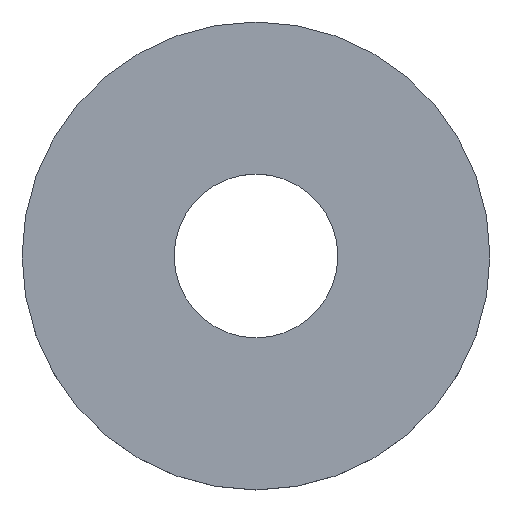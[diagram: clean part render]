
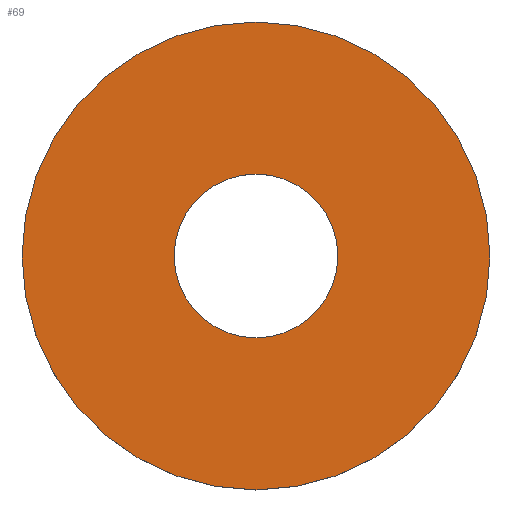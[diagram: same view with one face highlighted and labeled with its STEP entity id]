
A CAD part, top view. The second image highlights one B-rep face of the part: STEP entity #69.
In plain terms, the highlighted planar face has unit normal (0, 0, 1).
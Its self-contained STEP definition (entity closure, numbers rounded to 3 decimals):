
#8 = EDGE_CURVE ( 'NONE', #148, #148, #37, .T. ) ;
#11 = CARTESIAN_POINT ( 'NONE',  ( 0., 0., 2.5 ) ) ;
#27 = PLANE ( 'NONE',  #138 ) ;
#37 = CIRCLE ( 'NONE', #158, 15. ) ;
#60 = FACE_BOUND ( 'NONE', #163, .T. ) ;
#65 = DIRECTION ( 'NONE',  ( 0., 0., 1. ) ) ;
#69 = ADVANCED_FACE ( 'NONE', ( #167, #60 ), #27, .T. ) ;
#70 = CARTESIAN_POINT ( 'NONE',  ( 0., 0., 2.5 ) ) ;
#82 = ORIENTED_EDGE ( 'NONE', *, *, #161, .F. ) ;
#88 = CARTESIAN_POINT ( 'NONE',  ( 5.25, 0., 2.5 ) ) ;
#94 = CARTESIAN_POINT ( 'NONE',  ( 15., 0., 2.5 ) ) ;
#97 = DIRECTION ( 'NONE',  ( 1., 0., 0. ) ) ;
#101 = DIRECTION ( 'NONE',  ( 1., 0., 0. ) ) ;
#102 = DIRECTION ( 'NONE',  ( 0., 0., 1. ) ) ;
#108 = EDGE_LOOP ( 'NONE', ( #143 ) ) ;
#109 = DIRECTION ( 'NONE',  ( 0., 0., 1. ) ) ;
#113 = CARTESIAN_POINT ( 'NONE',  ( 0., 0., 2.5 ) ) ;
#120 = CIRCLE ( 'NONE', #140, 5.25 ) ;
#138 = AXIS2_PLACEMENT_3D ( 'NONE', #70, #65, #156 ) ;
#140 = AXIS2_PLACEMENT_3D ( 'NONE', #113, #102, #101 ) ;
#143 = ORIENTED_EDGE ( 'NONE', *, *, #8, .T. ) ;
#144 = VERTEX_POINT ( 'NONE', #88 ) ;
#148 = VERTEX_POINT ( 'NONE', #94 ) ;
#156 = DIRECTION ( 'NONE',  ( 1., 0., 0. ) ) ;
#158 = AXIS2_PLACEMENT_3D ( 'NONE', #11, #109, #97 ) ;
#161 = EDGE_CURVE ( 'NONE', #144, #144, #120, .T. ) ;
#163 = EDGE_LOOP ( 'NONE', ( #82 ) ) ;
#167 = FACE_OUTER_BOUND ( 'NONE', #108, .T. ) ;
